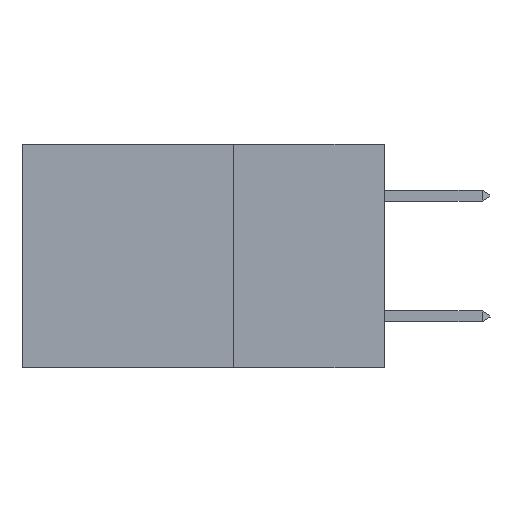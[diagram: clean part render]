
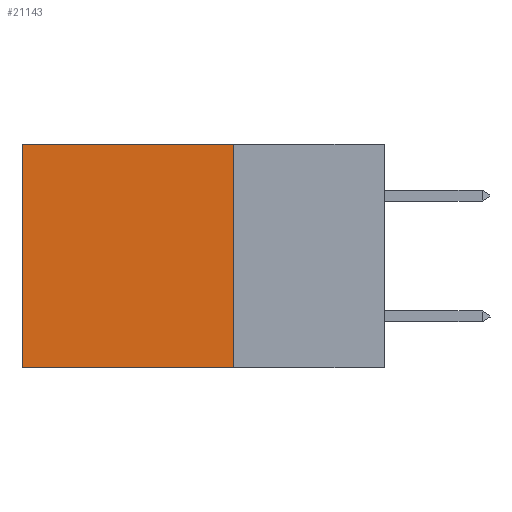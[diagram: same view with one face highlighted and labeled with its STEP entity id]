
A CAD part, left-side view. The second image highlights one B-rep face of the part: STEP entity #21143.
In plain terms, the highlighted planar face has unit normal (-1, 0, 0).
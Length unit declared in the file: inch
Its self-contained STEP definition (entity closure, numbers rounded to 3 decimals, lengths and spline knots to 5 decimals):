
#603 = LINE ( 'NONE', #6087, #20986 ) ;
#1872 = CARTESIAN_POINT ( 'NONE',  ( 0.2875, 0.6, -0.37 ) ) ;
#4542 = CARTESIAN_POINT ( 'NONE',  ( 0.2875, 0.25, 0. ) ) ;
#4901 = AXIS2_PLACEMENT_3D ( 'NONE', #26862, #22549, #20273 ) ;
#5499 = CARTESIAN_POINT ( 'NONE',  ( 0.2875, 0.6, 0. ) ) ;
#6002 = CARTESIAN_POINT ( 'NONE',  ( 0.2875, 0.25, -0.37 ) ) ;
#6087 = CARTESIAN_POINT ( 'NONE',  ( 0.2875, 0.6, 0. ) ) ;
#6483 = VERTEX_POINT ( 'NONE', #5499 ) ;
#9192 = DIRECTION ( 'NONE',  ( 0., 1., 0. ) ) ;
#14179 = EDGE_CURVE ( 'NONE', #6483, #23679, #603, .T. ) ;
#14485 = VECTOR ( 'NONE', #24641, 39.37008 ) ;
#14534 = CARTESIAN_POINT ( 'NONE',  ( 0.2875, 0.25, 0. ) ) ;
#14720 = VERTEX_POINT ( 'NONE', #14534 ) ;
#15185 = LINE ( 'NONE', #25282, #27683 ) ;
#15638 = EDGE_CURVE ( 'NONE', #14720, #6483, #15860, .T. ) ;
#15860 = LINE ( 'NONE', #4542, #14485 ) ;
#17057 = ORIENTED_EDGE ( 'NONE', *, *, #14179, .T. ) ;
#17152 = EDGE_LOOP ( 'NONE', ( #17057, #22951, #24491, #23189 ) ) ;
#17822 = CARTESIAN_POINT ( 'NONE',  ( 0.2875, 0.25, -0.37 ) ) ;
#20085 = FACE_OUTER_BOUND ( 'NONE', #17152, .T. ) ;
#20273 = DIRECTION ( 'NONE',  ( 0., 0., -1. ) ) ;
#20986 = VECTOR ( 'NONE', #27887, 39.37008 ) ;
#21143 = ADVANCED_FACE ( 'NONE', ( #20085 ), #24785, .F. ) ;
#21560 = VERTEX_POINT ( 'NONE', #6002 ) ;
#21956 = VECTOR ( 'NONE', #9192, 39.37008 ) ;
#22549 = DIRECTION ( 'NONE',  ( 1., 0., 0. ) ) ;
#22951 = ORIENTED_EDGE ( 'NONE', *, *, #26335, .F. ) ;
#23189 = ORIENTED_EDGE ( 'NONE', *, *, #15638, .T. ) ;
#23627 = EDGE_CURVE ( 'NONE', #14720, #21560, #15185, .T. ) ;
#23679 = VERTEX_POINT ( 'NONE', #1872 ) ;
#24491 = ORIENTED_EDGE ( 'NONE', *, *, #23627, .F. ) ;
#24641 = DIRECTION ( 'NONE',  ( 0., 1., 0. ) ) ;
#24785 = PLANE ( 'NONE',  #4901 ) ;
#25282 = CARTESIAN_POINT ( 'NONE',  ( 0.2875, 0.25, 0. ) ) ;
#25471 = DIRECTION ( 'NONE',  ( 0., 0., -1. ) ) ;
#26335 = EDGE_CURVE ( 'NONE', #21560, #23679, #27669, .T. ) ;
#26862 = CARTESIAN_POINT ( 'NONE',  ( 0.2875, 0.25, 0. ) ) ;
#27669 = LINE ( 'NONE', #17822, #21956 ) ;
#27683 = VECTOR ( 'NONE', #25471, 39.37008 ) ;
#27887 = DIRECTION ( 'NONE',  ( 0., 0., -1. ) ) ;
